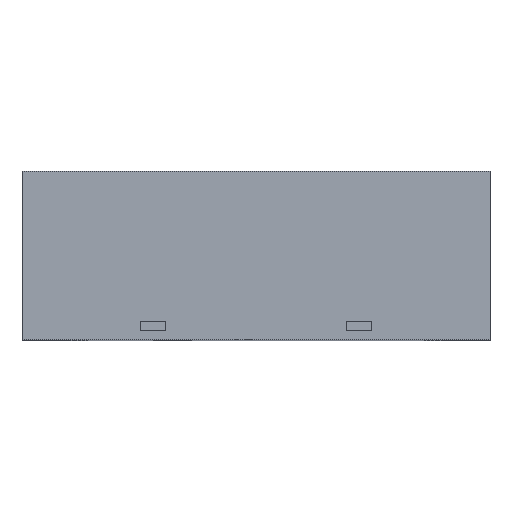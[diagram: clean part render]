
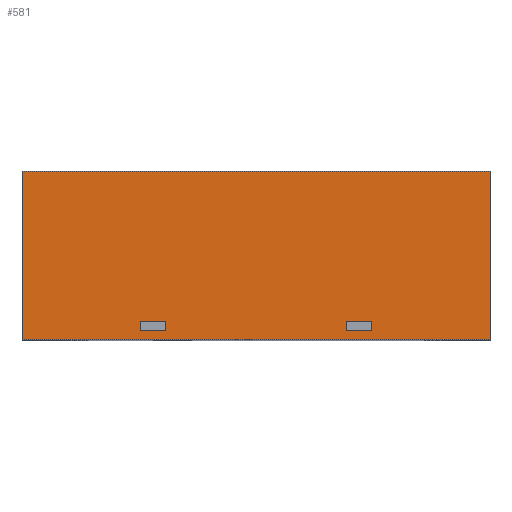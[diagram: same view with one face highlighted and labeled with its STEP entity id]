
A CAD part, top view. The second image highlights one B-rep face of the part: STEP entity #581.
In plain terms, the highlighted planar face has unit normal (0, 0, 1).
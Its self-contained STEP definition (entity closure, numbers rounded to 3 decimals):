
#286 = LINE ( 'NONE', #1126, #5477 ) ;
#307 = DIRECTION ( 'NONE',  ( 0., 0., -1. ) ) ;
#346 = CARTESIAN_POINT ( 'NONE',  ( -1.25, 0., 1.25 ) ) ;
#415 = CARTESIAN_POINT ( 'NONE',  ( 0.618, 0.1, 1.25 ) ) ;
#419 = AXIS2_PLACEMENT_3D ( 'NONE', #5736, #307, #4447 ) ;
#433 = EDGE_CURVE ( 'NONE', #555, #797, #709, .T. ) ;
#450 = LINE ( 'NONE', #5453, #5061 ) ;
#453 = DIRECTION ( 'NONE',  ( 1., 0., 0. ) ) ;
#478 = EDGE_CURVE ( 'NONE', #5581, #1282, #286, .T. ) ;
#497 = DIRECTION ( 'NONE',  ( 0., -1., 0. ) ) ;
#514 = CARTESIAN_POINT ( 'NONE',  ( 1.25, 0., 1.25 ) ) ;
#555 = VERTEX_POINT ( 'NONE', #346 ) ;
#581 = ADVANCED_FACE ( 'NONE', ( #3321, #4061, #4994 ), #1248, .F. ) ;
#618 = DIRECTION ( 'NONE',  ( 0., 1., 0. ) ) ;
#709 = LINE ( 'NONE', #3394, #1491 ) ;
#722 = VECTOR ( 'NONE', #453, 1000. ) ;
#774 = VECTOR ( 'NONE', #5812, 1000. ) ;
#797 = VERTEX_POINT ( 'NONE', #514 ) ;
#811 = CARTESIAN_POINT ( 'NONE',  ( 0.618, 0.05, 1.25 ) ) ;
#1045 = EDGE_LOOP ( 'NONE', ( #2823, #3476, #2007, #3454 ) ) ;
#1093 = LINE ( 'NONE', #2588, #1605 ) ;
#1108 = ORIENTED_EDGE ( 'NONE', *, *, #5343, .F. ) ;
#1112 = EDGE_CURVE ( 'NONE', #2155, #1751, #3272, .T. ) ;
#1126 = CARTESIAN_POINT ( 'NONE',  ( 1.25, 0.9, 1.25 ) ) ;
#1248 = PLANE ( 'NONE',  #419 ) ;
#1282 = VERTEX_POINT ( 'NONE', #2915 ) ;
#1491 = VECTOR ( 'NONE', #2937, 1000. ) ;
#1605 = VECTOR ( 'NONE', #4400, 1000. ) ;
#1617 = EDGE_CURVE ( 'NONE', #2042, #4093, #3466, .T. ) ;
#1673 = CARTESIAN_POINT ( 'NONE',  ( 0.483, 0.05, 1.25 ) ) ;
#1677 = LINE ( 'NONE', #4899, #4722 ) ;
#1723 = ORIENTED_EDGE ( 'NONE', *, *, #478, .F. ) ;
#1725 = DIRECTION ( 'NONE',  ( -1., 0., 0. ) ) ;
#1731 = ORIENTED_EDGE ( 'NONE', *, *, #433, .T. ) ;
#1751 = VERTEX_POINT ( 'NONE', #2719 ) ;
#1768 = EDGE_LOOP ( 'NONE', ( #1731, #5726, #1723, #2960 ) ) ;
#1773 = LINE ( 'NONE', #5158, #5727 ) ;
#1814 = ORIENTED_EDGE ( 'NONE', *, *, #5177, .F. ) ;
#1917 = VERTEX_POINT ( 'NONE', #4603 ) ;
#1968 = EDGE_CURVE ( 'NONE', #1751, #5849, #1773, .T. ) ;
#2007 = ORIENTED_EDGE ( 'NONE', *, *, #2124, .F. ) ;
#2042 = VERTEX_POINT ( 'NONE', #3323 ) ;
#2106 = CARTESIAN_POINT ( 'NONE',  ( 1.25, 0.9, 1.25 ) ) ;
#2124 = EDGE_CURVE ( 'NONE', #5849, #1917, #1093, .T. ) ;
#2155 = VERTEX_POINT ( 'NONE', #2520 ) ;
#2157 = EDGE_CURVE ( 'NONE', #4159, #2042, #5092, .T. ) ;
#2520 = CARTESIAN_POINT ( 'NONE',  ( -0.618, 0.05, 1.25 ) ) ;
#2588 = CARTESIAN_POINT ( 'NONE',  ( -0.483, 0.1, 1.25 ) ) ;
#2719 = CARTESIAN_POINT ( 'NONE',  ( -0.483, 0.05, 1.25 ) ) ;
#2823 = ORIENTED_EDGE ( 'NONE', *, *, #1112, .F. ) ;
#2915 = CARTESIAN_POINT ( 'NONE',  ( 1.25, 0.9, 1.25 ) ) ;
#2917 = DIRECTION ( 'NONE',  ( 1., 0., 0. ) ) ;
#2922 = EDGE_LOOP ( 'NONE', ( #4354, #1814, #1108, #4977 ) ) ;
#2937 = DIRECTION ( 'NONE',  ( 1., 0., 0. ) ) ;
#2960 = ORIENTED_EDGE ( 'NONE', *, *, #5186, .T. ) ;
#2992 = VERTEX_POINT ( 'NONE', #415 ) ;
#3107 = EDGE_CURVE ( 'NONE', #1917, #2155, #450, .T. ) ;
#3119 = VECTOR ( 'NONE', #5700, 1000. ) ;
#3272 = LINE ( 'NONE', #3642, #722 ) ;
#3321 = FACE_BOUND ( 'NONE', #1045, .T. ) ;
#3323 = CARTESIAN_POINT ( 'NONE',  ( 0.483, 0.05, 1.25 ) ) ;
#3357 = VECTOR ( 'NONE', #618, 1000. ) ;
#3394 = CARTESIAN_POINT ( 'NONE',  ( 1.25, 0., 1.25 ) ) ;
#3454 = ORIENTED_EDGE ( 'NONE', *, *, #1968, .F. ) ;
#3466 = LINE ( 'NONE', #4852, #774 ) ;
#3476 = ORIENTED_EDGE ( 'NONE', *, *, #3107, .F. ) ;
#3566 = DIRECTION ( 'NONE',  ( 0., -1., 0. ) ) ;
#3642 = CARTESIAN_POINT ( 'NONE',  ( -0.483, 0.05, 1.25 ) ) ;
#3842 = CARTESIAN_POINT ( 'NONE',  ( -1.25, 0.9, 1.25 ) ) ;
#3946 = LINE ( 'NONE', #4710, #3357 ) ;
#4061 = FACE_BOUND ( 'NONE', #2922, .T. ) ;
#4093 = VERTEX_POINT ( 'NONE', #811 ) ;
#4159 = VERTEX_POINT ( 'NONE', #4486 ) ;
#4354 = ORIENTED_EDGE ( 'NONE', *, *, #2157, .F. ) ;
#4400 = DIRECTION ( 'NONE',  ( -1., 0., 0. ) ) ;
#4417 = CARTESIAN_POINT ( 'NONE',  ( -0.483, 0.1, 1.25 ) ) ;
#4447 = DIRECTION ( 'NONE',  ( -1., 0., 0. ) ) ;
#4486 = CARTESIAN_POINT ( 'NONE',  ( 0.483, 0.1, 1.25 ) ) ;
#4567 = EDGE_CURVE ( 'NONE', #1282, #797, #5464, .T. ) ;
#4603 = CARTESIAN_POINT ( 'NONE',  ( -0.618, 0.1, 1.25 ) ) ;
#4707 = DIRECTION ( 'NONE',  ( 0., 1., 0. ) ) ;
#4710 = CARTESIAN_POINT ( 'NONE',  ( 0.618, 0.05, 1.25 ) ) ;
#4722 = VECTOR ( 'NONE', #5415, 1000. ) ;
#4852 = CARTESIAN_POINT ( 'NONE',  ( 0.483, 0.05, 1.25 ) ) ;
#4899 = CARTESIAN_POINT ( 'NONE',  ( -1.25, 0.9, 1.25 ) ) ;
#4920 = CARTESIAN_POINT ( 'NONE',  ( 0.483, 0.1, 1.25 ) ) ;
#4977 = ORIENTED_EDGE ( 'NONE', *, *, #1617, .F. ) ;
#4994 = FACE_OUTER_BOUND ( 'NONE', #1768, .T. ) ;
#5061 = VECTOR ( 'NONE', #497, 1000. ) ;
#5092 = LINE ( 'NONE', #1673, #5857 ) ;
#5148 = LINE ( 'NONE', #4920, #5568 ) ;
#5158 = CARTESIAN_POINT ( 'NONE',  ( -0.483, 0.05, 1.25 ) ) ;
#5177 = EDGE_CURVE ( 'NONE', #2992, #4159, #5148, .T. ) ;
#5186 = EDGE_CURVE ( 'NONE', #5581, #555, #1677, .T. ) ;
#5343 = EDGE_CURVE ( 'NONE', #4093, #2992, #3946, .T. ) ;
#5415 = DIRECTION ( 'NONE',  ( 0., -1., 0. ) ) ;
#5453 = CARTESIAN_POINT ( 'NONE',  ( -0.618, 0.05, 1.25 ) ) ;
#5464 = LINE ( 'NONE', #2106, #3119 ) ;
#5477 = VECTOR ( 'NONE', #2917, 1000. ) ;
#5568 = VECTOR ( 'NONE', #1725, 1000. ) ;
#5581 = VERTEX_POINT ( 'NONE', #3842 ) ;
#5700 = DIRECTION ( 'NONE',  ( 0., -1., 0. ) ) ;
#5726 = ORIENTED_EDGE ( 'NONE', *, *, #4567, .F. ) ;
#5727 = VECTOR ( 'NONE', #4707, 1000. ) ;
#5736 = CARTESIAN_POINT ( 'NONE',  ( 1.25, 0.9, 1.25 ) ) ;
#5812 = DIRECTION ( 'NONE',  ( 1., 0., 0. ) ) ;
#5849 = VERTEX_POINT ( 'NONE', #4417 ) ;
#5857 = VECTOR ( 'NONE', #3566, 1000. ) ;
